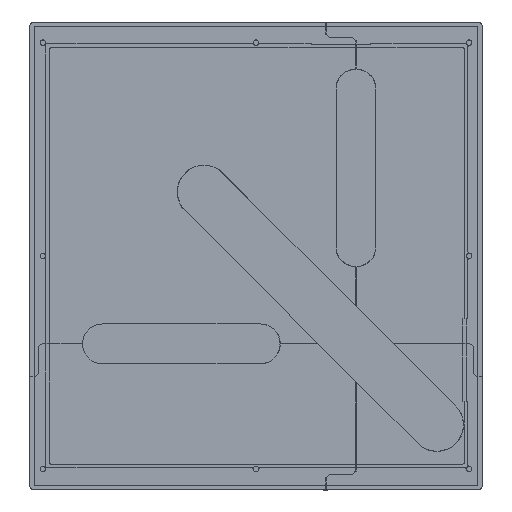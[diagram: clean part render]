
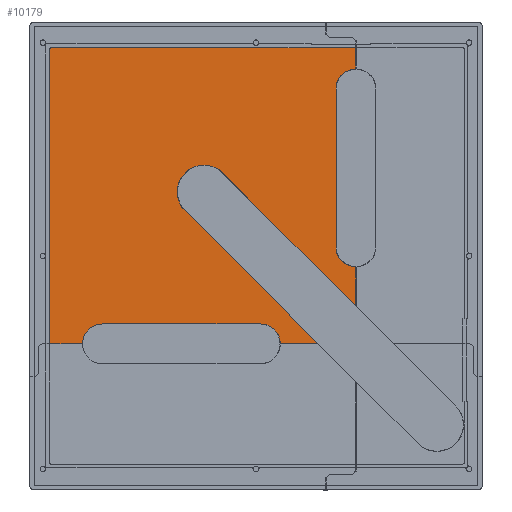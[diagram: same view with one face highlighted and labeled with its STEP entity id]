
A CAD part, top view. The second image highlights one B-rep face of the part: STEP entity #10179.
In plain terms, the highlighted planar face has unit normal (0, 0, 1).
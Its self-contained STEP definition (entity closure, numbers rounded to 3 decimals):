
#338=CIRCLE('',#10995,12.1);
#339=CIRCLE('',#11000,12.1);
#340=CIRCLE('',#11002,12.1);
#343=CIRCLE('',#11010,12.1);
#344=CIRCLE('',#11016,16.1);
#346=CIRCLE('',#11023,1.);
#804=PLANE('',#11022);
#1265=FACE_OUTER_BOUND('',#1856,.T.);
#1856=EDGE_LOOP('',(#8279,#8280,#8281,#8282,#8283,#8284,#8285,#8286,#8287,
#8288,#8289,#8290,#8291,#8292,#8293,#8294,#8295,#8296,#8297,#8298,#8299,
#8300,#8301));
#2652=LINE('',#15867,#3697);
#2664=LINE('',#15964,#3709);
#2676=LINE('',#15989,#3721);
#2680=LINE('',#15996,#3725);
#2686=LINE('',#16031,#3731);
#2690=LINE('',#16039,#3735);
#2704=LINE('',#16106,#3749);
#2731=LINE('',#16185,#3776);
#2739=LINE('',#16216,#3784);
#2743=LINE('',#16231,#3788);
#2744=LINE('',#16233,#3789);
#2745=LINE('',#16235,#3790);
#2746=LINE('',#16237,#3791);
#2747=LINE('',#16241,#3792);
#2748=LINE('',#16243,#3793);
#2749=LINE('',#16245,#3794);
#2750=LINE('',#16246,#3795);
#3697=VECTOR('',#12792,10.);
#3709=VECTOR('',#12836,10.);
#3721=VECTOR('',#12852,10.);
#3725=VECTOR('',#12856,10.);
#3731=VECTOR('',#12872,10.);
#3735=VECTOR('',#12876,10.);
#3749=VECTOR('',#12896,10.);
#3776=VECTOR('',#12973,10.);
#3784=VECTOR('',#13015,10.);
#3788=VECTOR('',#13035,10.);
#3789=VECTOR('',#13036,10.);
#3790=VECTOR('',#13037,10.);
#3791=VECTOR('',#13038,10.);
#3792=VECTOR('',#13041,10.);
#3793=VECTOR('',#13042,10.);
#3794=VECTOR('',#13043,10.);
#3795=VECTOR('',#13044,10.);
#4732=VERTEX_POINT('',#15864);
#4733=VERTEX_POINT('',#15866);
#4750=VERTEX_POINT('',#15961);
#4751=VERTEX_POINT('',#15963);
#4762=VERTEX_POINT('',#15988);
#4765=VERTEX_POINT('',#15994);
#4772=VERTEX_POINT('',#16028);
#4773=VERTEX_POINT('',#16030);
#4776=VERTEX_POINT('',#16036);
#4777=VERTEX_POINT('',#16038);
#4792=VERTEX_POINT('',#16103);
#4793=VERTEX_POINT('',#16105);
#4819=VERTEX_POINT('',#16179);
#4820=VERTEX_POINT('',#16183);
#4826=VERTEX_POINT('',#16214);
#4829=VERTEX_POINT('',#16230);
#4830=VERTEX_POINT('',#16232);
#4831=VERTEX_POINT('',#16234);
#4832=VERTEX_POINT('',#16236);
#4833=VERTEX_POINT('',#16238);
#4834=VERTEX_POINT('',#16240);
#4835=VERTEX_POINT('',#16242);
#4836=VERTEX_POINT('',#16244);
#5935=EDGE_CURVE('',#4733,#4732,#2652,.T.);
#5959=EDGE_CURVE('',#4751,#4750,#2664,.T.);
#5972=EDGE_CURVE('',#4762,#4733,#2676,.F.);
#5976=EDGE_CURVE('',#4750,#4765,#2680,.F.);
#5985=EDGE_CURVE('',#4772,#4773,#2686,.F.);
#5989=EDGE_CURVE('',#4776,#4777,#2690,.F.);
#6006=EDGE_CURVE('',#4793,#4792,#2704,.T.);
#6045=EDGE_CURVE('',#4765,#4819,#338,.F.);
#6047=EDGE_CURVE('',#4819,#4820,#2731,.T.);
#6049=EDGE_CURVE('',#4820,#4762,#339,.F.);
#6050=EDGE_CURVE('',#4792,#4773,#340,.F.);
#6058=EDGE_CURVE('',#4776,#4793,#343,.F.);
#6063=EDGE_CURVE('',#4772,#4826,#2739,.T.);
#6064=EDGE_CURVE('',#4826,#4751,#344,.F.);
#6070=EDGE_CURVE('',#4732,#4829,#2743,.F.);
#6071=EDGE_CURVE('',#4829,#4830,#2744,.F.);
#6072=EDGE_CURVE('',#4831,#4830,#2745,.T.);
#6073=EDGE_CURVE('',#4832,#4831,#2746,.T.);
#6074=EDGE_CURVE('',#4832,#4833,#346,.T.);
#6075=EDGE_CURVE('',#4834,#4833,#2747,.T.);
#6076=EDGE_CURVE('',#4834,#4835,#2748,.T.);
#6077=EDGE_CURVE('',#4835,#4836,#2749,.T.);
#6078=EDGE_CURVE('',#4836,#4777,#2750,.T.);
#8279=ORIENTED_EDGE('',*,*,#6049,.T.);
#8280=ORIENTED_EDGE('',*,*,#5972,.T.);
#8281=ORIENTED_EDGE('',*,*,#5935,.T.);
#8282=ORIENTED_EDGE('',*,*,#6070,.T.);
#8283=ORIENTED_EDGE('',*,*,#6071,.T.);
#8284=ORIENTED_EDGE('',*,*,#6072,.F.);
#8285=ORIENTED_EDGE('',*,*,#6073,.F.);
#8286=ORIENTED_EDGE('',*,*,#6074,.T.);
#8287=ORIENTED_EDGE('',*,*,#6075,.F.);
#8288=ORIENTED_EDGE('',*,*,#6076,.T.);
#8289=ORIENTED_EDGE('',*,*,#6077,.T.);
#8290=ORIENTED_EDGE('',*,*,#6078,.T.);
#8291=ORIENTED_EDGE('',*,*,#5989,.F.);
#8292=ORIENTED_EDGE('',*,*,#6058,.T.);
#8293=ORIENTED_EDGE('',*,*,#6006,.T.);
#8294=ORIENTED_EDGE('',*,*,#6050,.T.);
#8295=ORIENTED_EDGE('',*,*,#5985,.F.);
#8296=ORIENTED_EDGE('',*,*,#6063,.T.);
#8297=ORIENTED_EDGE('',*,*,#6064,.T.);
#8298=ORIENTED_EDGE('',*,*,#5959,.T.);
#8299=ORIENTED_EDGE('',*,*,#5976,.T.);
#8300=ORIENTED_EDGE('',*,*,#6045,.T.);
#8301=ORIENTED_EDGE('',*,*,#6047,.T.);
#10179=ADVANCED_FACE('',(#1265),#804,.F.);
#10995=AXIS2_PLACEMENT_3D('',#16181,#12967,#12968);
#11000=AXIS2_PLACEMENT_3D('',#16189,#12979,#12980);
#11002=AXIS2_PLACEMENT_3D('',#16191,#12983,#12984);
#11010=AXIS2_PLACEMENT_3D('',#16206,#13002,#13003);
#11016=AXIS2_PLACEMENT_3D('',#16218,#13018,#13019);
#11022=AXIS2_PLACEMENT_3D('',#16229,#13033,#13034);
#11023=AXIS2_PLACEMENT_3D('',#16239,#13039,#13040);
#12792=DIRECTION('',(-1.,0.,0.));
#12836=DIRECTION('',(0.707,-0.707,0.));
#12852=DIRECTION('',(0.,-1.,0.));
#12856=DIRECTION('',(0.,-1.,0.));
#12872=DIRECTION('',(1.,0.,0.));
#12876=DIRECTION('',(1.,0.,0.));
#12896=DIRECTION('',(1.,0.,0.));
#12967=DIRECTION('center_axis',(0.,0.,1.));
#12968=DIRECTION('ref_axis',(-1.,0.,0.));
#12973=DIRECTION('',(0.,1.,0.));
#12979=DIRECTION('center_axis',(0.,0.,1.));
#12980=DIRECTION('ref_axis',(1.,0.,0.));
#12983=DIRECTION('center_axis',(0.,0.,1.));
#12984=DIRECTION('ref_axis',(0.,-1.,0.));
#13002=DIRECTION('center_axis',(0.,0.,1.));
#13003=DIRECTION('ref_axis',(0.,1.,0.));
#13015=DIRECTION('',(-0.707,0.707,0.));
#13018=DIRECTION('center_axis',(0.,0.,1.));
#13019=DIRECTION('ref_axis',(0.707,0.707,0.));
#13033=DIRECTION('center_axis',(0.,0.,-1.));
#13034=DIRECTION('ref_axis',(1.,0.,0.));
#13035=DIRECTION('',(0.707,-0.707,0.));
#13036=DIRECTION('',(0.,-1.,0.));
#13037=DIRECTION('',(0.707,-0.707,0.));
#13038=DIRECTION('',(1.,0.,0.));
#13039=DIRECTION('center_axis',(0.,0.,1.));
#13040=DIRECTION('ref_axis',(-0.707,0.707,0.));
#13041=DIRECTION('',(0.,1.,0.));
#13042=DIRECTION('',(0.707,-0.707,0.));
#13043=DIRECTION('',(1.,0.,0.));
#13044=DIRECTION('',(0.,-1.,0.));
#15864=CARTESIAN_POINT('',(39.243,125.65,4.3));
#15866=CARTESIAN_POINT('',(60.143,125.65,4.3));
#15867=CARTESIAN_POINT('',(90.183,125.65,4.3));
#15961=CARTESIAN_POINT('',(60.143,-30.379,4.3));
#15963=CARTESIAN_POINT('',(-22.211,51.975,4.3));
#15964=CARTESIAN_POINT('',(14.882,14.882,4.3));
#15988=CARTESIAN_POINT('',(60.143,112.75,4.3));
#15989=CARTESIAN_POINT('',(60.143,87.989,4.3));
#15994=CARTESIAN_POINT('',(60.143,-6.45,4.3));
#15996=CARTESIAN_POINT('',(60.143,87.989,4.3));
#16028=CARTESIAN_POINT('',(37.739,-52.782,4.3));
#16030=CARTESIAN_POINT('',(14.611,-52.782,4.3));
#16031=CARTESIAN_POINT('',(-21.789,-52.782,4.3));
#16036=CARTESIAN_POINT('',(-104.588,-52.782,4.3));
#16038=CARTESIAN_POINT('',(-124.95,-52.782,4.3));
#16039=CARTESIAN_POINT('',(-21.789,-52.782,4.3));
#16103=CARTESIAN_POINT('',(4.999,-41.04,4.3));
#16105=CARTESIAN_POINT('',(-94.977,-41.04,4.3));
#16106=CARTESIAN_POINT('',(0.,-41.04,4.3));
#16179=CARTESIAN_POINT('',(48.401,3.162,4.3));
#16181=CARTESIAN_POINT('Origin',(60.243,5.65,4.3));
#16183=CARTESIAN_POINT('',(48.401,103.138,4.3));
#16185=CARTESIAN_POINT('',(48.401,0.,4.3));
#16189=CARTESIAN_POINT('Origin',(60.243,100.65,4.3));
#16191=CARTESIAN_POINT('Origin',(2.511,-52.882,4.3));
#16206=CARTESIAN_POINT('Origin',(-92.489,-52.882,4.3));
#16214=CARTESIAN_POINT('',(-44.614,29.571,4.3));
#16216=CARTESIAN_POINT('',(-7.521,-7.521,4.3));
#16218=CARTESIAN_POINT('Origin',(-31.38,38.741,4.3));
#16229=CARTESIAN_POINT('Origin',(0.,0.,4.3));
#16230=CARTESIAN_POINT('',(37.243,127.65,4.3));
#16231=CARTESIAN_POINT('',(56.901,107.992,4.3));
#16232=CARTESIAN_POINT('',(37.243,134.8,4.3));
#16233=CARTESIAN_POINT('',(37.243,128.425,4.3));
#16234=CARTESIAN_POINT('',(35.243,136.8,4.3));
#16235=CARTESIAN_POINT('',(57.688,114.355,4.3));
#16236=CARTESIAN_POINT('',(-131.3,136.8,4.3));
#16237=CARTESIAN_POINT('',(4.45,136.8,4.3));
#16238=CARTESIAN_POINT('',(-132.3,135.8,4.3));
#16239=CARTESIAN_POINT('Origin',(-131.3,135.8,4.3));
#16240=CARTESIAN_POINT('',(-132.3,-40.882,4.3));
#16241=CARTESIAN_POINT('',(-132.3,68.4,4.3));
#16242=CARTESIAN_POINT('',(-125.3,-47.882,4.3));
#16243=CARTESIAN_POINT('',(-138.545,-34.636,4.3));
#16244=CARTESIAN_POINT('',(-124.95,-47.882,4.3));
#16245=CARTESIAN_POINT('',(-129.285,-47.882,4.3));
#16246=CARTESIAN_POINT('',(-124.95,-23.941,4.3));
